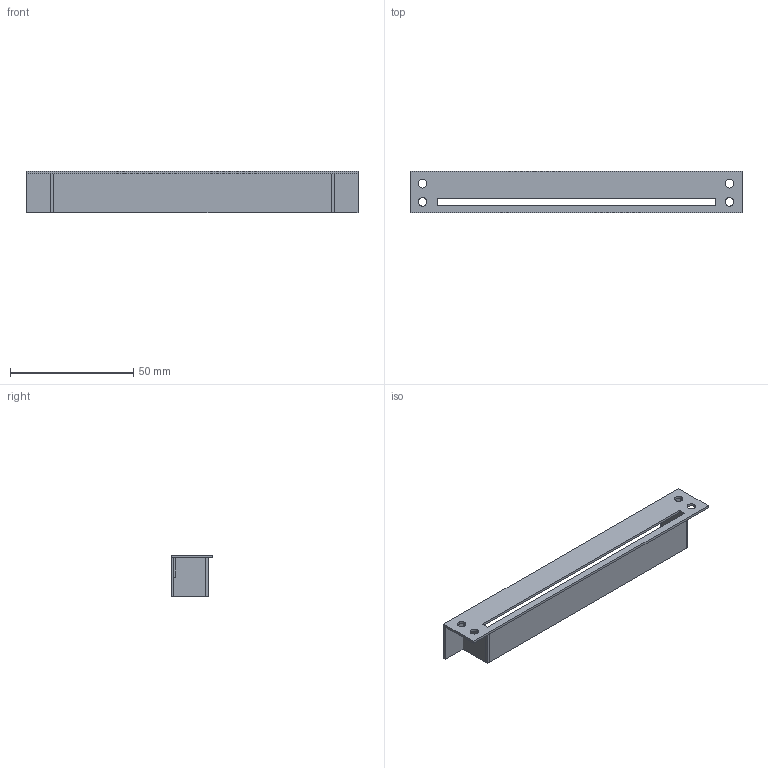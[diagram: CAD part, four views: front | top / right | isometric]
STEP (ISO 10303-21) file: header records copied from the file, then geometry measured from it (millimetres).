
FILE_DESCRIPTION(('FreeCAD Model'),'2;1');
FILE_NAME('Open CASCADE Shape Model','2024-04-13T09:04:28',('Author'),( ''),'Open CASCADE STEP processor 7.6','FreeCAD','Unknown');
FILE_SCHEMA(('AUTOMOTIVE_DESIGN { 1 0 10303 214 1 1 1 1 }'));
Length unit declared in the file: millimetre
Products named in the file (8): PCBPlaceholderPlate; Körper020; Körper; Körper028; Körper029; Körper030; Körper031; Körper033
Assembly tree (7 placements, depth 2):
  PCBPlaceholderPlate
    Körper020
    Körper
    Körper028
    Körper029
    Körper030
    Körper031
    Körper033
Bounding box: 134.62 x 17 x 17 mm (x, y, z)
Volume: 6410.9 mm3; surface area: 12545.5 mm2
Topology: 7 solids, 7 shells, 50 faces, 108 edges, 72 vertices
Faces by surface type: plane 46, cylinder 4
Full cylindrical faces by diameter (mm): 3.5 x4
Entity records: 1556 total; most frequent: CARTESIAN_POINT 238, DIRECTION 232, ORIENTED_EDGE 216, EDGE_CURVE 108, LINE 100, VECTOR 100, VERTEX_POINT 72, AXIS2_PLACEMENT_3D 66
